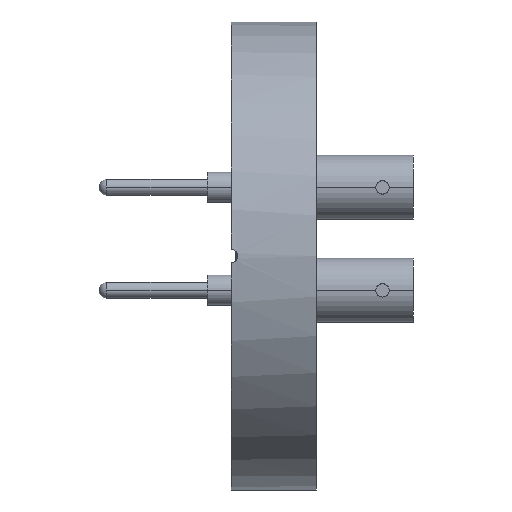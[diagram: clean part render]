
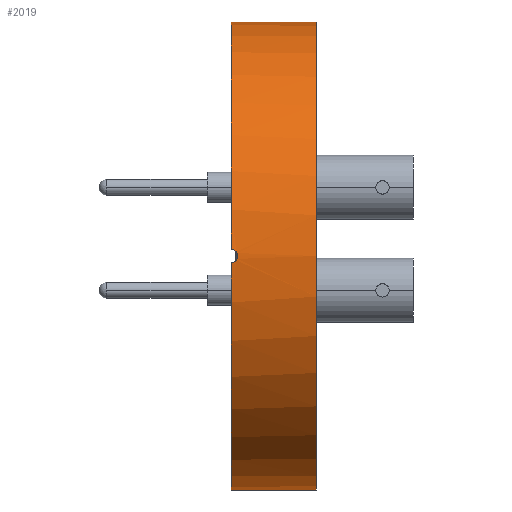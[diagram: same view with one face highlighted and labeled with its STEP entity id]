
A CAD part, left-side view. The second image highlights one B-rep face of the part: STEP entity #2019.
In plain terms, the highlighted cylindrical face has radius 34.95 mm (diameter 69.9 mm), a partial arc.
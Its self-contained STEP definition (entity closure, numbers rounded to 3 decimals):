
#13 = FACE_OUTER_BOUND ( 'NONE', #1010, .T. ) ;
#140 = CARTESIAN_POINT ( 'NONE',  ( -34.95, -1., -0.13 ) ) ;
#167 = LINE ( 'NONE', #906, #1472 ) ;
#199 = CYLINDRICAL_SURFACE ( 'NONE', #872, 34.95 ) ;
#204 = CARTESIAN_POINT ( 'NONE',  ( -34.936, 0., -1. ) ) ;
#227 = CARTESIAN_POINT ( 'NONE',  ( 0., -12.7, 34.95 ) ) ;
#246 = EDGE_CURVE ( 'NONE', #2428, #1417, #514, .T. ) ;
#282 = ORIENTED_EDGE ( 'NONE', *, *, #283, .F. ) ;
#283 = EDGE_CURVE ( 'NONE', #2428, #1294, #1195, .T. ) ;
#288 = CARTESIAN_POINT ( 'NONE',  ( -34.947, -0.874, 0.503 ) ) ;
#292 = CIRCLE ( 'NONE', #987, 34.95 ) ;
#302 = CARTESIAN_POINT ( 'NONE',  ( -34.939, -0.504, 0.874 ) ) ;
#324 = CARTESIAN_POINT ( 'NONE',  ( -34.936, -0.262, 0.974 ) ) ;
#403 = CARTESIAN_POINT ( 'NONE',  ( 0., -12.7, 0. ) ) ;
#483 = CARTESIAN_POINT ( 'NONE',  ( -34.949, -0.974, 0.263 ) ) ;
#507 = DIRECTION ( 'NONE',  ( 0., 0., 1. ) ) ;
#514 = B_SPLINE_CURVE_WITH_KNOTS ( 'NONE', 3,
 ( #1606, #1213, #324, #302, #2379, #686, #288, #483, #1030, #140, #1440, #846, #2197, #2026, #1066, #1411 ),
 .UNSPECIFIED., .F., .F.,
 ( 4, 2, 2, 2, 2, 2, 2, 4 ),
 ( 0., 0., 0.001, 0.001, 0.002, 0.002, 0.002, 0.003 ),
 .UNSPECIFIED. ) ;
#686 = CARTESIAN_POINT ( 'NONE',  ( -34.945, -0.799, 0.615 ) ) ;
#809 = VERTEX_POINT ( 'NONE', #1442 ) ;
#846 = CARTESIAN_POINT ( 'NONE',  ( -34.947, -0.874, -0.503 ) ) ;
#872 = AXIS2_PLACEMENT_3D ( 'NONE', #403, #1128, #913 ) ;
#906 = CARTESIAN_POINT ( 'NONE',  ( 0., -12.7, -34.95 ) ) ;
#913 = DIRECTION ( 'NONE',  ( 0., 0., 1. ) ) ;
#938 = DIRECTION ( 'NONE',  ( 0., 1., 0. ) ) ;
#964 = EDGE_CURVE ( 'NONE', #809, #1417, #2071, .T. ) ;
#987 = AXIS2_PLACEMENT_3D ( 'NONE', #2181, #2196, #507 ) ;
#1010 = EDGE_LOOP ( 'NONE', ( #1269, #2385, #1850, #282, #1603, #1718 ) ) ;
#1030 = CARTESIAN_POINT ( 'NONE',  ( -34.95, -1., 0.131 ) ) ;
#1066 = CARTESIAN_POINT ( 'NONE',  ( -34.936, -0.264, -1. ) ) ;
#1067 = VERTEX_POINT ( 'NONE', #1184 ) ;
#1081 = VECTOR ( 'NONE', #2187, 1000. ) ;
#1083 = AXIS2_PLACEMENT_3D ( 'NONE', #2367, #938, #1097 ) ;
#1097 = DIRECTION ( 'NONE',  ( 0., 0., 1. ) ) ;
#1128 = DIRECTION ( 'NONE',  ( 0., 1., 0. ) ) ;
#1184 = CARTESIAN_POINT ( 'NONE',  ( 0., -12.7, -34.95 ) ) ;
#1193 = CARTESIAN_POINT ( 'NONE',  ( 0., -12.7, 34.95 ) ) ;
#1195 = CIRCLE ( 'NONE', #1083, 34.95 ) ;
#1213 = CARTESIAN_POINT ( 'NONE',  ( -34.936, -0.132, 1. ) ) ;
#1227 = LINE ( 'NONE', #1193, #1081 ) ;
#1269 = ORIENTED_EDGE ( 'NONE', *, *, #2404, .F. ) ;
#1294 = VERTEX_POINT ( 'NONE', #1564 ) ;
#1411 = CARTESIAN_POINT ( 'NONE',  ( -34.936, 0., -1. ) ) ;
#1417 = VERTEX_POINT ( 'NONE', #204 ) ;
#1440 = CARTESIAN_POINT ( 'NONE',  ( -34.949, -0.974, -0.261 ) ) ;
#1442 = CARTESIAN_POINT ( 'NONE',  ( 0., 0., -34.95 ) ) ;
#1472 = VECTOR ( 'NONE', #1664, 1000. ) ;
#1491 = EDGE_CURVE ( 'NONE', #1588, #1294, #1227, .T. ) ;
#1497 = CARTESIAN_POINT ( 'NONE',  ( -34.936, 0., 1. ) ) ;
#1564 = CARTESIAN_POINT ( 'NONE',  ( 0., 0., 34.95 ) ) ;
#1588 = VERTEX_POINT ( 'NONE', #227 ) ;
#1603 = ORIENTED_EDGE ( 'NONE', *, *, #246, .T. ) ;
#1606 = CARTESIAN_POINT ( 'NONE',  ( -34.936, 0., 1. ) ) ;
#1664 = DIRECTION ( 'NONE',  ( 0., 1., 0. ) ) ;
#1718 = ORIENTED_EDGE ( 'NONE', *, *, #964, .F. ) ;
#1850 = ORIENTED_EDGE ( 'NONE', *, *, #1491, .T. ) ;
#1904 = DIRECTION ( 'NONE',  ( 0., 1., 0. ) ) ;
#1925 = CARTESIAN_POINT ( 'NONE',  ( 0., 0., 0. ) ) ;
#1972 = EDGE_CURVE ( 'NONE', #1067, #1588, #292, .T. ) ;
#2019 = ADVANCED_FACE ( 'NONE', ( #13 ), #199, .T. ) ;
#2026 = CARTESIAN_POINT ( 'NONE',  ( -34.939, -0.521, -0.893 ) ) ;
#2071 = CIRCLE ( 'NONE', #2235, 34.95 ) ;
#2181 = CARTESIAN_POINT ( 'NONE',  ( 0., -12.7, 0. ) ) ;
#2187 = DIRECTION ( 'NONE',  ( 0., 1., 0. ) ) ;
#2196 = DIRECTION ( 'NONE',  ( 0., 1., 0. ) ) ;
#2197 = CARTESIAN_POINT ( 'NONE',  ( -34.945, -0.801, -0.613 ) ) ;
#2235 = AXIS2_PLACEMENT_3D ( 'NONE', #1925, #1904, #2289 ) ;
#2289 = DIRECTION ( 'NONE',  ( 0., 0., 1. ) ) ;
#2367 = CARTESIAN_POINT ( 'NONE',  ( 0., 0., 0. ) ) ;
#2379 = CARTESIAN_POINT ( 'NONE',  ( -34.941, -0.615, 0.799 ) ) ;
#2385 = ORIENTED_EDGE ( 'NONE', *, *, #1972, .T. ) ;
#2404 = EDGE_CURVE ( 'NONE', #1067, #809, #167, .T. ) ;
#2428 = VERTEX_POINT ( 'NONE', #1497 ) ;
